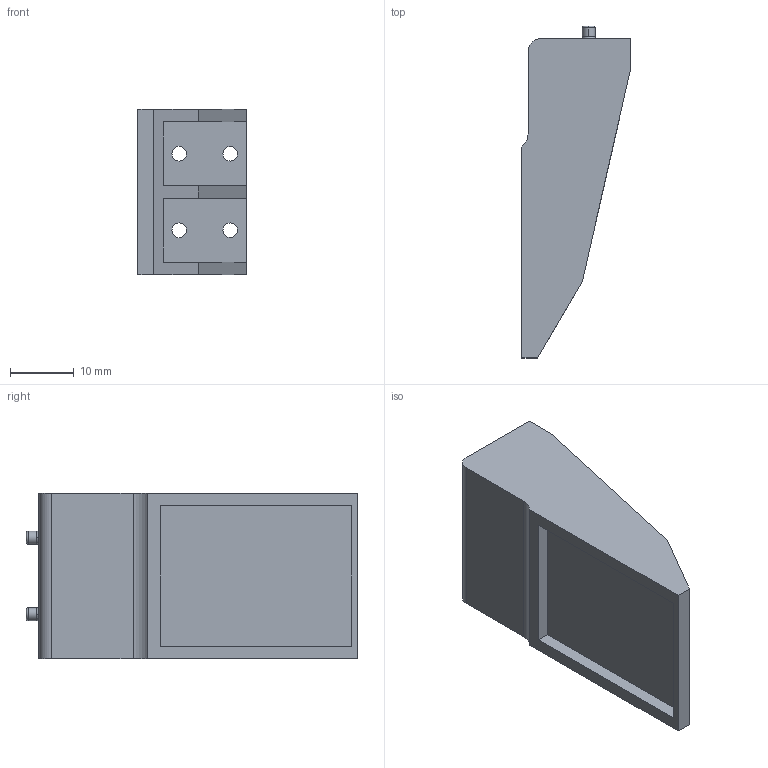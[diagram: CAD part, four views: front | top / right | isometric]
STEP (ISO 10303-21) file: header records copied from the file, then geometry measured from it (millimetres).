
FILE_DESCRIPTION (( 'STEP AP214' ), '1' );
FILE_NAME ('忒硌.STEP', '2025-03-12T02:23:55', ( 'Microsoft' ), ( 'Microsoft' ), 'SwSTEP 2.0', 'SolidWorks 2023', '' );
FILE_SCHEMA (( 'AUTOMOTIVE_DESIGN' ));
Length unit declared in the file: millimetre
Products named in the file (1): 手指
Bounding box: 17 x 52 x 26 mm (x, y, z)
Volume: 6503.2 mm3; surface area: 6216.9 mm2
Topology: 1 solids, 1 shells, 48 faces, 125 edges, 82 vertices
Faces by surface type: plane 26, cylinder 14, torus 8
Entity records: 1524 total; most frequent: DIRECTION 271, CARTESIAN_POINT 256, ORIENTED_EDGE 250, EDGE_CURVE 125, AXIS2_PLACEMENT_3D 97, VERTEX_POINT 82, VECTOR 77, LINE 77
